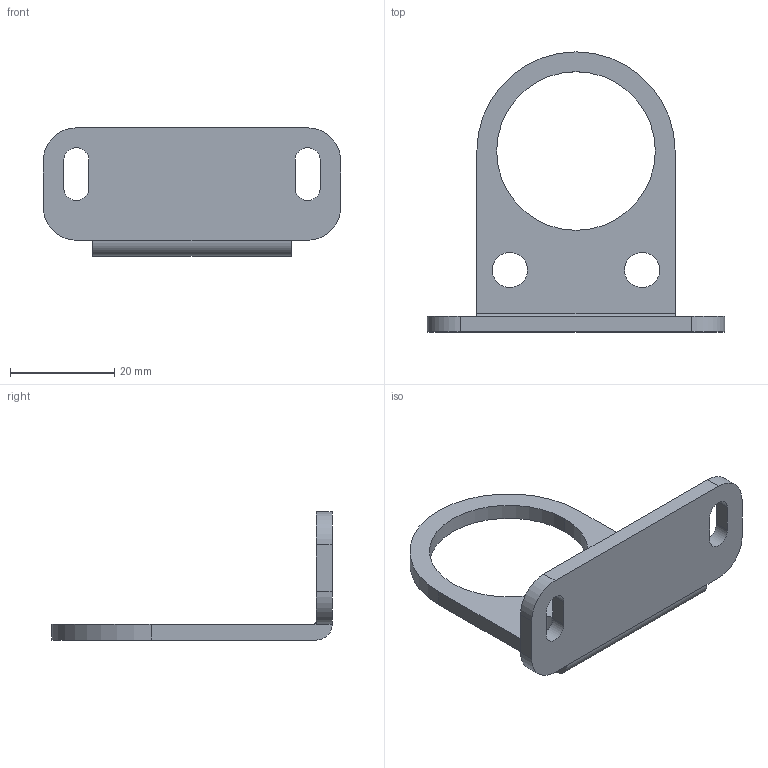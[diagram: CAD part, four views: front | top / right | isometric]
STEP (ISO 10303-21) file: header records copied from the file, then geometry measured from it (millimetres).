
FILE_DESCRIPTION((''),'2;1');
FILE_NAME('210376_ASM','2019-01-28T15:21:43',('pdmadmin'),('BANNER ENGINEERING'),'CREO PARAMETRIC BY PTC INC, 2018300','CREO PARAMETRIC BY PTC INC, 2018300','');
FILE_SCHEMA(('CONFIG_CONTROL_DESIGN'));
Length unit declared in the file: inch
Products named in the file (2): 39966; 210376_ASM
Assembly tree (1 placements, depth 2):
  210376_ASM
    39966
Bounding box: 57.15 x 53.85 x 24.64 mm (x, y, z)
Volume: 6651.5 mm3; surface area: 5654.5 mm2
Topology: 1 solids, 1 shells, 32 faces, 88 edges, 58 vertices
Faces by surface type: cylinder 17, plane 15
Entity records: 1119 total; most frequent: DIRECTION 192, CARTESIAN_POINT 181, ORIENTED_EDGE 176, EDGE_CURVE 88, AXIS2_PLACEMENT_3D 69, VERTEX_POINT 58, VECTOR 54, LINE 54
